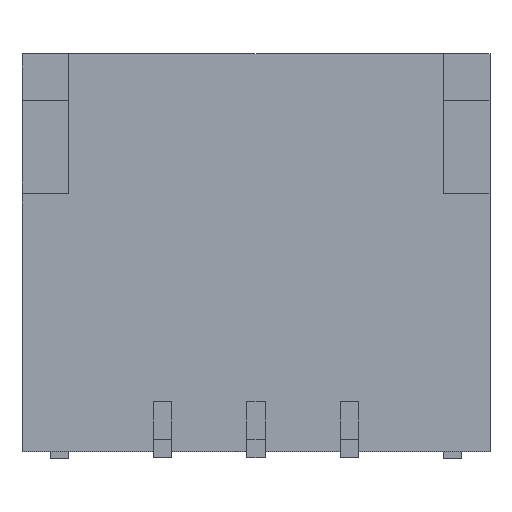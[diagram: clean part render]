
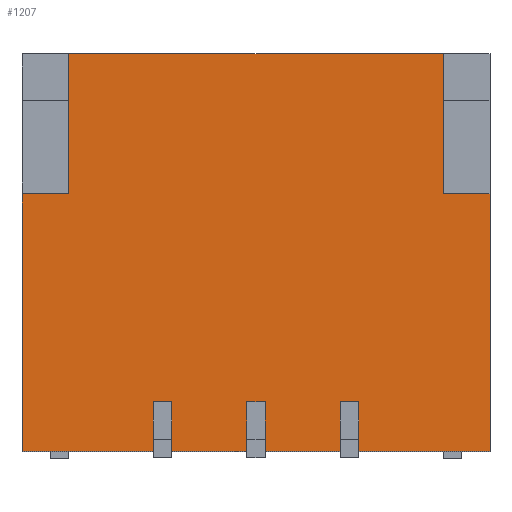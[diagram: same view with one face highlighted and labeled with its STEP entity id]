
A CAD part, top view. The second image highlights one B-rep face of the part: STEP entity #1207.
In plain terms, the highlighted planar face has unit normal (0, 0, 1).
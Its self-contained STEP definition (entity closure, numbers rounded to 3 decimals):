
#51 = VECTOR ( 'NONE', #1625, 1000. ) ;
#191 = CARTESIAN_POINT ( 'NONE',  ( -2., 2.82, 1.45 ) ) ;
#200 = LINE ( 'NONE', #1139, #2410 ) ;
#287 = ORIENTED_EDGE ( 'NONE', *, *, #2783, .F. ) ;
#301 = ORIENTED_EDGE ( 'NONE', *, *, #2005, .T. ) ;
#317 = CARTESIAN_POINT ( 'NONE',  ( -2.5, 4.32, 1.45 ) ) ;
#540 = CARTESIAN_POINT ( 'NONE',  ( 2.5, 2.82, 1.45 ) ) ;
#569 = VERTEX_POINT ( 'NONE', #1410 ) ;
#576 = CARTESIAN_POINT ( 'NONE',  ( 2., 2.82, 1.45 ) ) ;
#654 = ORIENTED_EDGE ( 'NONE', *, *, #2824, .T. ) ;
#697 = CARTESIAN_POINT ( 'NONE',  ( -2.5, 0.07, 1.45 ) ) ;
#714 = LINE ( 'NONE', #1641, #1189 ) ;
#729 = DIRECTION ( 'NONE',  ( 0., -1., 0. ) ) ;
#762 = EDGE_LOOP ( 'NONE', ( #654, #2285, #301, #287, #2145, #2270, #1806, #1274 ) ) ;
#804 = LINE ( 'NONE', #1763, #2843 ) ;
#810 = LINE ( 'NONE', #1771, #1527 ) ;
#814 = CARTESIAN_POINT ( 'NONE',  ( 2., 2.82, 1.45 ) ) ;
#1139 = CARTESIAN_POINT ( 'NONE',  ( -2., 2.82, 1.45 ) ) ;
#1160 = VERTEX_POINT ( 'NONE', #540 ) ;
#1189 = VECTOR ( 'NONE', #2753, 1000. ) ;
#1207 = ADVANCED_FACE ( 'NONE', ( #1482 ), #2565, .F. ) ;
#1244 = VERTEX_POINT ( 'NONE', #2944 ) ;
#1263 = DIRECTION ( 'NONE',  ( 0., 0., -1. ) ) ;
#1274 = ORIENTED_EDGE ( 'NONE', *, *, #1846, .T. ) ;
#1410 = CARTESIAN_POINT ( 'NONE',  ( 2., 2.82, 1.45 ) ) ;
#1482 = FACE_OUTER_BOUND ( 'NONE', #762, .T. ) ;
#1485 = VECTOR ( 'NONE', #1774, 1000. ) ;
#1511 = DIRECTION ( 'NONE',  ( 0., -1., 0. ) ) ;
#1523 = CARTESIAN_POINT ( 'NONE',  ( 2., 4.32, 1.45 ) ) ;
#1527 = VECTOR ( 'NONE', #2884, 1000. ) ;
#1580 = VERTEX_POINT ( 'NONE', #191 ) ;
#1625 = DIRECTION ( 'NONE',  ( 1., 0., 0. ) ) ;
#1641 = CARTESIAN_POINT ( 'NONE',  ( -2.5, 4.32, 1.45 ) ) ;
#1718 = CARTESIAN_POINT ( 'NONE',  ( -2.5, 0.07, 1.45 ) ) ;
#1753 = VERTEX_POINT ( 'NONE', #1718 ) ;
#1763 = CARTESIAN_POINT ( 'NONE',  ( -2.5, 4.32, 1.45 ) ) ;
#1771 = CARTESIAN_POINT ( 'NONE',  ( 2.5, 4.32, 1.45 ) ) ;
#1774 = DIRECTION ( 'NONE',  ( 1., 0., 0. ) ) ;
#1806 = ORIENTED_EDGE ( 'NONE', *, *, #3206, .F. ) ;
#1846 = EDGE_CURVE ( 'NONE', #2588, #1580, #1962, .T. ) ;
#1904 = EDGE_CURVE ( 'NONE', #3258, #569, #2883, .T. ) ;
#1962 = LINE ( 'NONE', #3049, #3195 ) ;
#1996 = VERTEX_POINT ( 'NONE', #2215 ) ;
#2005 = EDGE_CURVE ( 'NONE', #1753, #1244, #3009, .T. ) ;
#2026 = AXIS2_PLACEMENT_3D ( 'NONE', #317, #1263, #2311 ) ;
#2028 = EDGE_CURVE ( 'NONE', #569, #1160, #3158, .T. ) ;
#2145 = ORIENTED_EDGE ( 'NONE', *, *, #2028, .F. ) ;
#2194 = DIRECTION ( 'NONE',  ( -1., 0., 0. ) ) ;
#2215 = CARTESIAN_POINT ( 'NONE',  ( -2.5, 2.82, 1.45 ) ) ;
#2270 = ORIENTED_EDGE ( 'NONE', *, *, #1904, .F. ) ;
#2285 = ORIENTED_EDGE ( 'NONE', *, *, #2345, .T. ) ;
#2311 = DIRECTION ( 'NONE',  ( -1., 0., 0. ) ) ;
#2345 = EDGE_CURVE ( 'NONE', #1996, #1753, #714, .T. ) ;
#2410 = VECTOR ( 'NONE', #2194, 1000. ) ;
#2502 = VECTOR ( 'NONE', #1511, 1000. ) ;
#2565 = PLANE ( 'NONE',  #2026 ) ;
#2588 = VERTEX_POINT ( 'NONE', #2767 ) ;
#2753 = DIRECTION ( 'NONE',  ( 0., -1., 0. ) ) ;
#2767 = CARTESIAN_POINT ( 'NONE',  ( -2., 4.32, 1.45 ) ) ;
#2783 = EDGE_CURVE ( 'NONE', #1160, #1244, #810, .T. ) ;
#2824 = EDGE_CURVE ( 'NONE', #1580, #1996, #200, .T. ) ;
#2843 = VECTOR ( 'NONE', #2878, 1000. ) ;
#2878 = DIRECTION ( 'NONE',  ( 1., 0., 0. ) ) ;
#2883 = LINE ( 'NONE', #576, #2502 ) ;
#2884 = DIRECTION ( 'NONE',  ( 0., -1., 0. ) ) ;
#2944 = CARTESIAN_POINT ( 'NONE',  ( 2.5, 0.07, 1.45 ) ) ;
#3009 = LINE ( 'NONE', #697, #51 ) ;
#3049 = CARTESIAN_POINT ( 'NONE',  ( -2., 2.82, 1.45 ) ) ;
#3158 = LINE ( 'NONE', #814, #1485 ) ;
#3195 = VECTOR ( 'NONE', #729, 1000. ) ;
#3206 = EDGE_CURVE ( 'NONE', #2588, #3258, #804, .T. ) ;
#3258 = VERTEX_POINT ( 'NONE', #1523 ) ;
